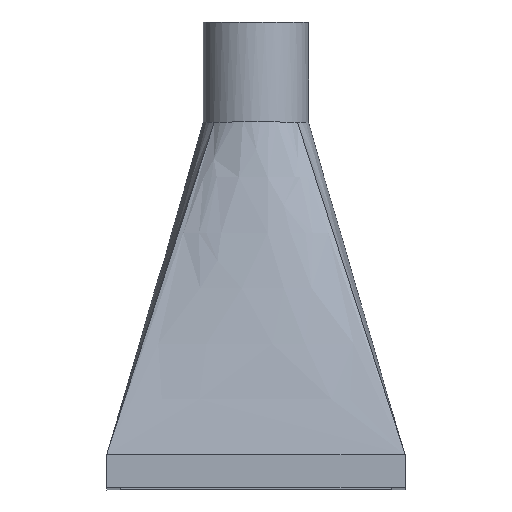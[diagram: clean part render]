
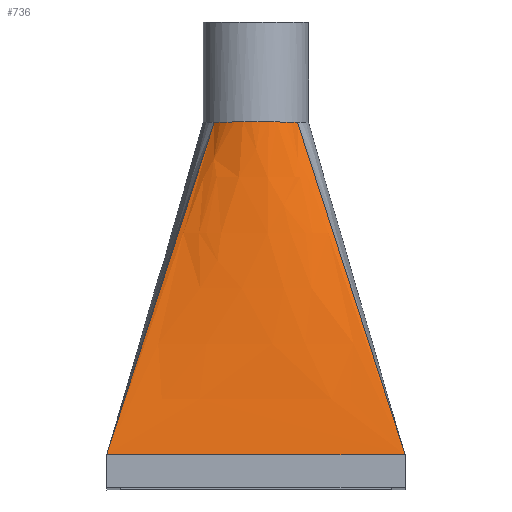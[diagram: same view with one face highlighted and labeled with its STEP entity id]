
A CAD part, front view. The second image highlights one B-rep face of the part: STEP entity #736.
In plain terms, the highlighted free-form (B-spline) face has degree [3, 3] with [7, 4] control points.
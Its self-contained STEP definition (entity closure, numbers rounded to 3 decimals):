
#86=FACE_OUTER_BOUND('',#129,.T.);
#129=EDGE_LOOP('',(#688,#689,#690,#691));
#173=CIRCLE('',#788,7.9);
#176=LINE('',#964,#238);
#232=LINE('',#1599,#294);
#236=LINE('',#1639,#298);
#238=VECTOR('',#794,53.99);
#294=VECTOR('',#914,10.);
#298=VECTOR('',#934,53.999);
#300=VERTEX_POINT('',#961);
#301=VERTEX_POINT('',#963);
#307=VERTEX_POINT('',#1000);
#370=VERTEX_POINT('',#1610);
#372=EDGE_CURVE('',#300,#301,#176,.T.);
#468=EDGE_CURVE('',#300,#307,#232,.T.);
#474=EDGE_CURVE('',#301,#370,#173,.T.);
#477=EDGE_CURVE('',#307,#370,#236,.T.);
#688=ORIENTED_EDGE('',*,*,#468,.T.);
#689=ORIENTED_EDGE('',*,*,#477,.T.);
#690=ORIENTED_EDGE('',*,*,#474,.F.);
#691=ORIENTED_EDGE('',*,*,#372,.F.);
#699=B_SPLINE_SURFACE_WITH_KNOTS('',3,3,((#1668,#1669,#1670,#1671),(#1672,
#1673,#1674,#1675),(#1676,#1677,#1678,#1679),(#1680,#1681,#1682,#1683),
(#1684,#1685,#1686,#1687),(#1688,#1689,#1690,#1691),(#1692,#1693,#1694,
#1695)),.UNSPECIFIED.,.F.,.F.,.F.,(4,1,1,1,4),(4,4),(0.,0.286,
0.571,0.714,1.),(0.,1.),.UNSPECIFIED.);
#736=ADVANCED_FACE('',(#86),#699,.T.);
#788=AXIS2_PLACEMENT_3D('',#1611,#927,#928);
#794=DIRECTION('',(0.299,0.238,0.924));
#914=DIRECTION('',(1.,-0.001,0.));
#927=DIRECTION('center_axis',(0.,0.009,
1.));
#928=DIRECTION('ref_axis',(-1.,0.,0.));
#934=DIRECTION('',(-0.299,0.239,0.924));
#961=CARTESIAN_POINT('',(-1.374,-32.226,38.046));
#963=CARTESIAN_POINT('',(14.761,-19.355,87.936));
#964=CARTESIAN_POINT('',(-1.374,-32.226,38.046));
#1000=CARTESIAN_POINT('',(43.406,-32.266,38.046));
#1599=CARTESIAN_POINT('',(43.406,-32.266,38.046));
#1610=CARTESIAN_POINT('',(27.264,-19.366,87.936));
#1611=CARTESIAN_POINT('Origin',(21.016,-14.531,87.893));
#1639=CARTESIAN_POINT('',(43.406,-32.266,38.046));
#1668=CARTESIAN_POINT('Ctrl Pts',(-1.374,-32.226,38.046));
#1669=CARTESIAN_POINT('Ctrl Pts',(4.005,-27.936,54.676));
#1670=CARTESIAN_POINT('Ctrl Pts',(9.383,-23.646,71.306));
#1671=CARTESIAN_POINT('Ctrl Pts',(14.761,-19.355,87.936));
#1672=CARTESIAN_POINT('Ctrl Pts',(2.891,-32.23,38.046));
#1673=CARTESIAN_POINT('Ctrl Pts',(7.127,-28.301,54.679));
#1674=CARTESIAN_POINT('Ctrl Pts',(11.364,-24.372,71.312));
#1675=CARTESIAN_POINT('Ctrl Pts',(15.6,-20.443,87.945));
#1676=CARTESIAN_POINT('Ctrl Pts',(11.421,-32.238,38.046));
#1677=CARTESIAN_POINT('Ctrl Pts',(13.567,-28.882,54.684));
#1678=CARTESIAN_POINT('Ctrl Pts',(15.712,-25.526,71.322));
#1679=CARTESIAN_POINT('Ctrl Pts',(17.858,-22.17,87.96));
#1680=CARTESIAN_POINT('Ctrl Pts',(22.083,-32.247,38.046));
#1681=CARTESIAN_POINT('Ctrl Pts',(21.848,-29.043,54.685));
#1682=CARTESIAN_POINT('Ctrl Pts',(21.613,-25.837,71.325));
#1683=CARTESIAN_POINT('Ctrl Pts',(21.379,-22.633,87.964));
#1684=CARTESIAN_POINT('Ctrl Pts',(32.745,-32.257,38.046));
#1685=CARTESIAN_POINT('Ctrl Pts',(30.072,-28.751,54.683));
#1686=CARTESIAN_POINT('Ctrl Pts',(27.399,-25.246,71.32));
#1687=CARTESIAN_POINT('Ctrl Pts',(24.727,-21.74,87.956));
#1688=CARTESIAN_POINT('Ctrl Pts',(39.142,-32.262,38.046));
#1689=CARTESIAN_POINT('Ctrl Pts',(34.903,-28.328,54.679));
#1690=CARTESIAN_POINT('Ctrl Pts',(30.661,-24.387,71.312));
#1691=CARTESIAN_POINT('Ctrl Pts',(26.423,-20.453,87.945));
#1692=CARTESIAN_POINT('Ctrl Pts',(43.406,-32.266,38.046));
#1693=CARTESIAN_POINT('Ctrl Pts',(38.025,-27.966,54.676));
#1694=CARTESIAN_POINT('Ctrl Pts',(32.645,-23.666,71.306));
#1695=CARTESIAN_POINT('Ctrl Pts',(27.264,-19.366,87.936));
